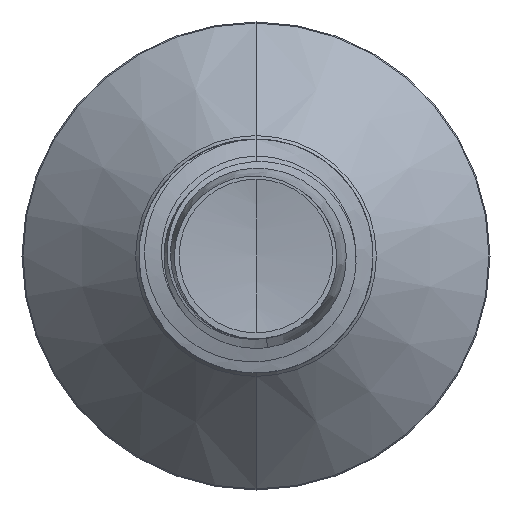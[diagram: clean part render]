
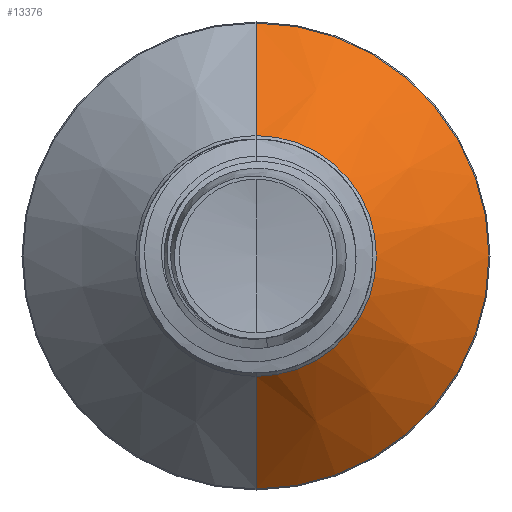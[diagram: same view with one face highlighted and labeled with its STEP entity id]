
A CAD part, front view. The second image highlights one B-rep face of the part: STEP entity #13376.
In plain terms, the highlighted conical face has half-angle 45 degrees and reference radius 3.088 mm.
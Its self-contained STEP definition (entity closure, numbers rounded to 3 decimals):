
#1136 = CARTESIAN_POINT ( 'NONE',  ( 0., 36.624, 5.974 ) ) ;
#1308 = CIRCLE ( 'NONE', #13182, 3.089 ) ;
#1783 = CARTESIAN_POINT ( 'NONE',  ( 0., 33.739, 0. ) ) ;
#2753 = DIRECTION ( 'NONE',  ( 0., 0.707, 0.707 ) ) ;
#3175 = CONICAL_SURFACE ( 'NONE', #29582, 3.089, 0.785 ) ;
#6254 = CIRCLE ( 'NONE', #30820, 5.974 ) ;
#6625 = ORIENTED_EDGE ( 'NONE', *, *, #46844, .T. ) ;
#7505 = VERTEX_POINT ( 'NONE', #1136 ) ;
#10826 = LINE ( 'NONE', #38467, #41743 ) ;
#10984 = VECTOR ( 'NONE', #2753, 1000. ) ;
#11737 = EDGE_CURVE ( 'NONE', #37922, #7505, #33993, .T. ) ;
#13182 = AXIS2_PLACEMENT_3D ( 'NONE', #42850, #15282, #47482 ) ;
#13376 = ADVANCED_FACE ( 'NONE', ( #54171 ), #3175, .T. ) ;
#15282 = DIRECTION ( 'NONE',  ( 0., 1., 0. ) ) ;
#17602 = CARTESIAN_POINT ( 'NONE',  ( 0., 33.739, -3.089 ) ) ;
#17775 = CARTESIAN_POINT ( 'NONE',  ( 0., 33.739, 3.089 ) ) ;
#19019 = VERTEX_POINT ( 'NONE', #17602 ) ;
#19124 = ORIENTED_EDGE ( 'NONE', *, *, #28716, .F. ) ;
#20479 = DIRECTION ( 'NONE',  ( 0., 1., 0. ) ) ;
#21584 = CARTESIAN_POINT ( 'NONE',  ( 0., 36.624, -5.974 ) ) ;
#28716 = EDGE_CURVE ( 'NONE', #7505, #37701, #6254, .T. ) ;
#29274 = EDGE_LOOP ( 'NONE', ( #42134, #6625, #19124, #31356 ) ) ;
#29582 = AXIS2_PLACEMENT_3D ( 'NONE', #1783, #31093, #35482 ) ;
#30820 = AXIS2_PLACEMENT_3D ( 'NONE', #48028, #20479, #52625 ) ;
#31093 = DIRECTION ( 'NONE',  ( 0., 1., 0. ) ) ;
#31356 = ORIENTED_EDGE ( 'NONE', *, *, #11737, .F. ) ;
#33993 = LINE ( 'NONE', #48447, #10984 ) ;
#35482 = DIRECTION ( 'NONE',  ( 0., 0., 1. ) ) ;
#37701 = VERTEX_POINT ( 'NONE', #21584 ) ;
#37922 = VERTEX_POINT ( 'NONE', #17775 ) ;
#38467 = CARTESIAN_POINT ( 'NONE',  ( 0., 33.739, -3.089 ) ) ;
#38982 = DIRECTION ( 'NONE',  ( 0., 0.707, -0.707 ) ) ;
#41743 = VECTOR ( 'NONE', #38982, 1000. ) ;
#42134 = ORIENTED_EDGE ( 'NONE', *, *, #57481, .T. ) ;
#42850 = CARTESIAN_POINT ( 'NONE',  ( 0., 33.739, 0. ) ) ;
#46844 = EDGE_CURVE ( 'NONE', #19019, #37701, #10826, .T. ) ;
#47482 = DIRECTION ( 'NONE',  ( 0., 0., 1. ) ) ;
#48028 = CARTESIAN_POINT ( 'NONE',  ( 0., 36.624, 0. ) ) ;
#48447 = CARTESIAN_POINT ( 'NONE',  ( 0., 33.739, 3.089 ) ) ;
#52625 = DIRECTION ( 'NONE',  ( 0., 0., 1. ) ) ;
#54171 = FACE_OUTER_BOUND ( 'NONE', #29274, .T. ) ;
#57481 = EDGE_CURVE ( 'NONE', #37922, #19019, #1308, .T. ) ;
